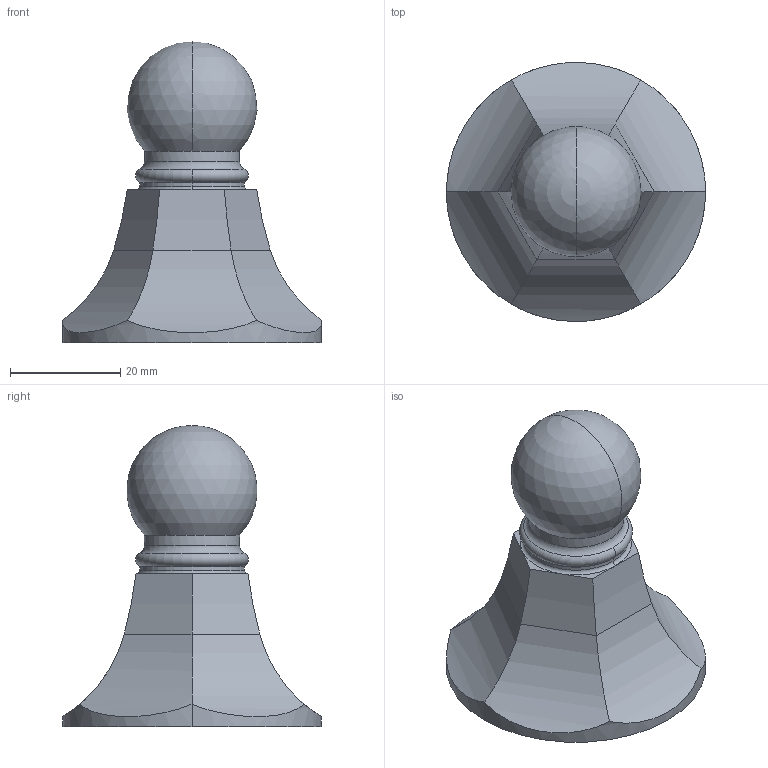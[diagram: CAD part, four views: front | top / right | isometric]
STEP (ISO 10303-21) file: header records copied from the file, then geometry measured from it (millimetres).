
FILE_DESCRIPTION((''),'2;1');
FILE_NAME('1200-1650','2021-10-28T13:55:35',('jinson.thomas'),(''),'CREO PARAMETRIC BY PTC INC, 2018400','CREO PARAMETRIC BY PTC INC, 2018400','');
FILE_SCHEMA(('CONFIG_CONTROL_DESIGN'));
Length unit declared in the file: inch
Products named in the file (1): 1200-1650
Bounding box: 46.99 x 46.99 x 54.61 mm (x, y, z)
Volume: 30442.8 mm3; surface area: 7050.3 mm2
Topology: 1 solids, 1 shells, 29 faces, 68 edges, 41 vertices
Faces by surface type: cylinder 18, torus 6, plane 3, sphere 2
Entity records: 984 total; most frequent: CARTESIAN_POINT 298, DIRECTION 136, ORIENTED_EDGE 132, EDGE_CURVE 66, AXIS2_PLACEMENT_3D 59, VERTEX_POINT 41, EDGE_LOOP 31, CIRCLE 30
